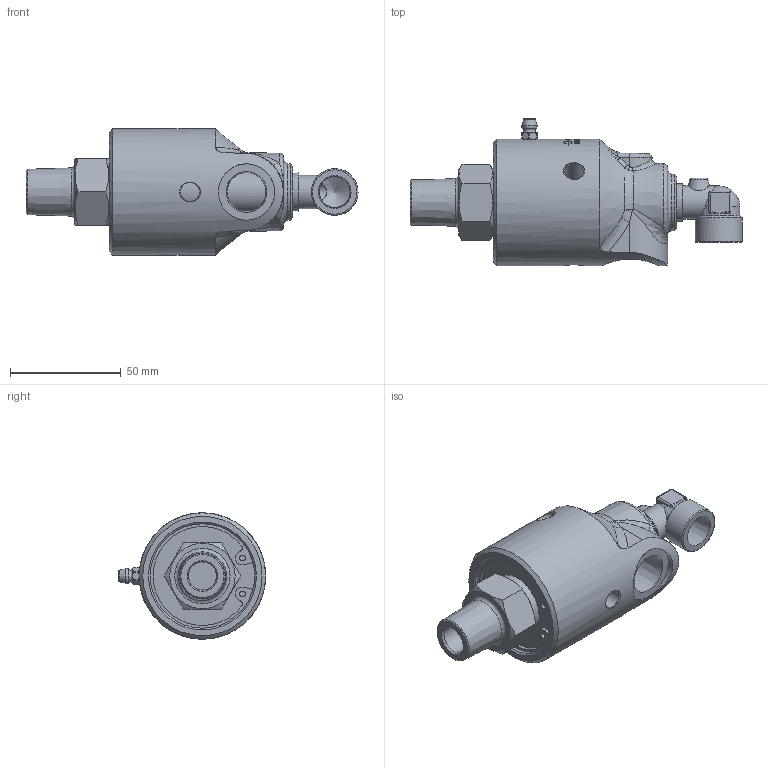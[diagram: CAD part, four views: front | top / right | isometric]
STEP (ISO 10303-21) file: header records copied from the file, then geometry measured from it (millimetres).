
FILE_DESCRIPTION(/* description */ (''),/* implementation_level */ '2;1');
FILE_NAME(/* name */ '155-000-002012-IC.stp',/* time_stamp */ '2020-05-19T14:41:30-05:00',/* author */ ('Moorera'),/* organization */ (''),/* preprocessor_version */ 'ST-DEVELOPER v18.1',/* originating_system */ 'Autodesk Inventor 2020',/* authorisation */ '');
FILE_SCHEMA (('AUTOMOTIVE_DESIGN { 1 0 10303 214 3 1 1 }'));
Length unit declared in the file: millimetre
Products named in the file (1): 155-000-002012-IC
Bounding box: 149.72 x 66.41 x 57 mm (x, y, z)
Volume: 181108.8 mm3; surface area: 29829.6 mm2
Topology: 1 solids, 4 shells, 537 faces, 1423 edges, 939 vertices
Faces by surface type: bspline 234, plane 140, cylinder 95, cone 43, sphere 13, torus 12
Full cylindrical faces by diameter (mm): 2.005 x1, 2.644 x2, 3.5 x1, 5.359 x1, 7.95 x1, 8.6 x3, 12.7 x1, 13.889 x1, 15 x1, 17.475 x1, 21 x1, 25.4 x1, 27.8 x1, 47.07 x1, 57 x1
Entity records: 25613 total; most frequent: CARTESIAN_POINT 13208, ORIENTED_EDGE 2828, DIRECTION 2021, EDGE_CURVE 1414, VERTEX_POINT 939, AXIS2_PLACEMENT_3D 781, EDGE_LOOP 593, FACE_OUTER_BOUND 537
